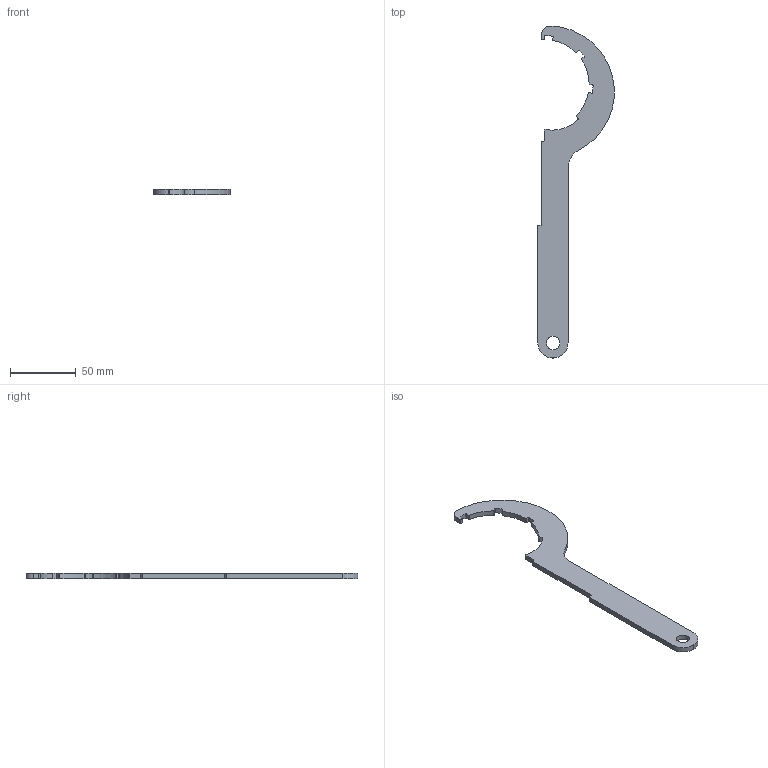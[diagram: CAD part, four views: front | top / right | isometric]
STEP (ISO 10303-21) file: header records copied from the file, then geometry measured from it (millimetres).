
FILE_DESCRIPTION (( 'STEP AP203' ), '1' );
FILE_NAME ('R235.040.000.STEP', '2016-10-21T12:43:58', ( 'Utente' ), ( '' ), 'SwSTEP 2.0', 'SolidWorks 2016', '' );
FILE_SCHEMA (( 'CONFIG_CONTROL_DESIGN' ));
Length unit declared in the file: millimetre
Products named in the file (1): R235.040.000
Bounding box: 58.04 x 252.13 x 4 mm (x, y, z)
Volume: 22354.8 mm3; surface area: 13812.9 mm2
Topology: 1 solids, 1 shells, 56 faces, 162 edges, 108 vertices
Faces by surface type: cylinder 39, plane 17
Entity records: 1965 total; most frequent: DIRECTION 354, CARTESIAN_POINT 327, ORIENTED_EDGE 324, EDGE_CURVE 162, AXIS2_PLACEMENT_3D 135, VERTEX_POINT 108, VECTOR 84, LINE 84
